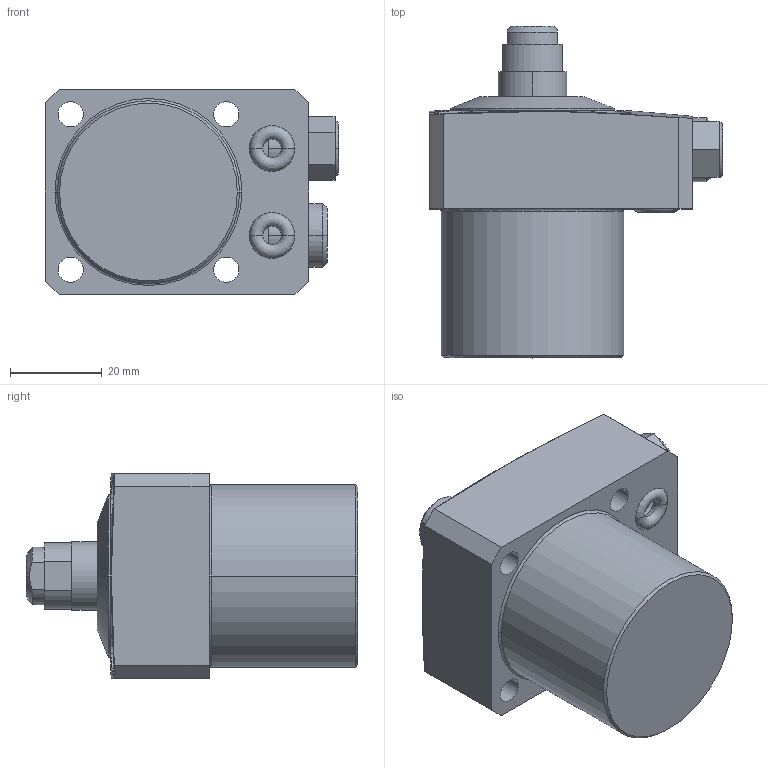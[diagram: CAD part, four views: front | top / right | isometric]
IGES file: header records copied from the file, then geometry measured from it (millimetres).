
Start section:  PTC IGES file: ilcml1011500l.igs
Global section: file name: ilcml1011500l.igs; native system: Creo Parametric by Parametric Technology Corporation; preprocessor: 2013320; author: ngp; organization: Unknown; date: 20180718.133253; units: millimetre
Bounding box: 64.03 x 72.5 x 45 mm (x, y, z)
Surface area: 19053.1 mm2 (no closed solid volume)
Topology: 0 solids, 0 shells, 146 faces, 1022 edges, 1254 vertices
Faces by surface type: revolution 88, bspline 58
